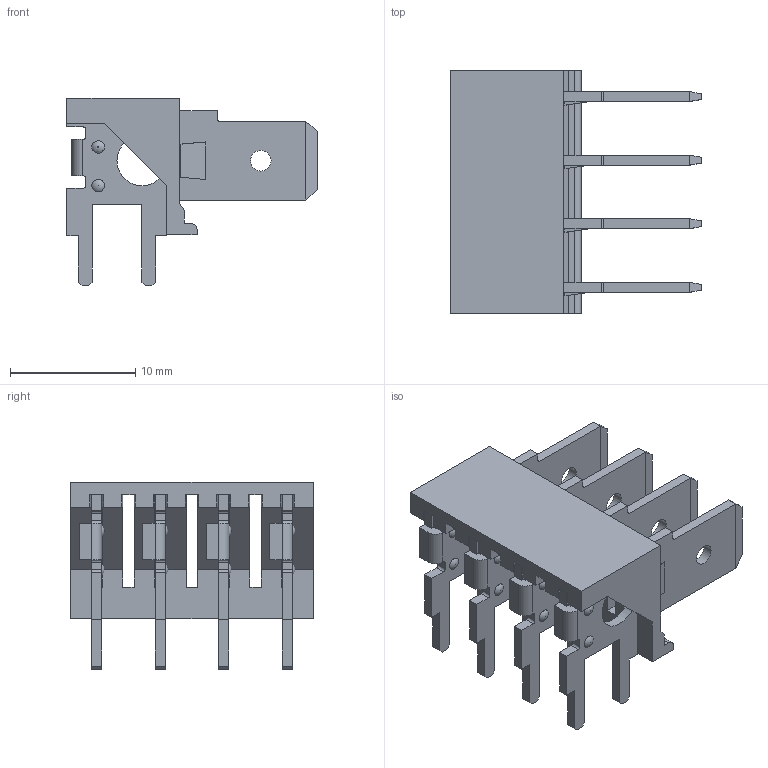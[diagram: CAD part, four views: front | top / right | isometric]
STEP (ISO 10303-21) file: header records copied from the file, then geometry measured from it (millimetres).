
FILE_DESCRIPTION(/* description */ ('Unknown'),/* implementation_level */ '2;1');
FILE_NAME(/* name */ '638263122004',/* time_stamp */ '2020-10-05T13:39:05+02:00',/* author */ ('Unknown'),/* organization */ ('Unknown'),/* preprocessor_version */ 'ST-DEVELOPER v16.7',/* originating_system */ 'DEX',/* authorisation */ $);
FILE_SCHEMA (('AUTOMOTIVE_DESIGN {1 0 10303 214 3 1 1}'));
Length unit declared in the file: millimetre
Products named in the file (3): 6382631220xx; 63800002007; 63800413722
Assembly tree (5 placements, depth 2):
  6382631220xx
    63800002007
    63800413722  x4
Bounding box: 20 x 19.36 x 15 mm (x, y, z)
Volume: 1067.6 mm3; surface area: 2625.2 mm2
Topology: 5 solids, 5 shells, 298 faces, 852 edges, 550 vertices
Faces by surface type: plane 229, cylinder 45, cone 16, torus 8
Full cylindrical faces by diameter (mm): 1.65 x4, 4 x4
Entity records: 4315 total; most frequent: CARTESIAN_POINT 758, ORIENTED_EDGE 754, DIRECTION 671, EDGE_CURVE 377, LINE 349, VECTOR 349, VERTEX_POINT 248, AXIS2_PLACEMENT_3D 161
